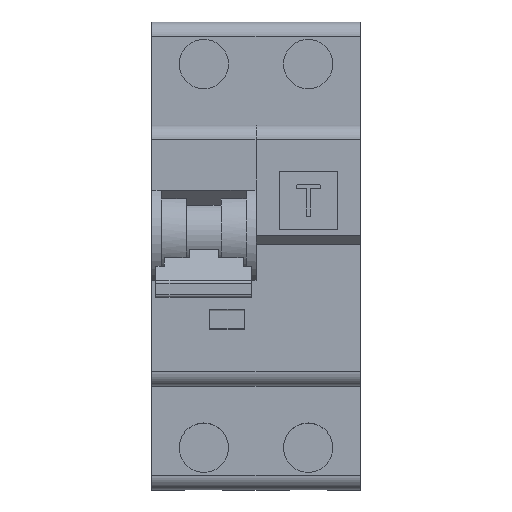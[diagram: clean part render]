
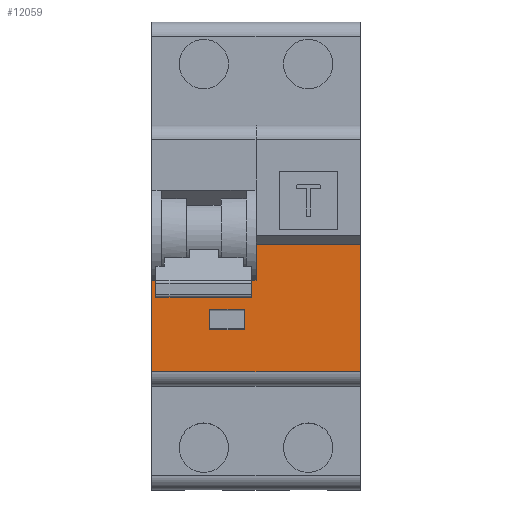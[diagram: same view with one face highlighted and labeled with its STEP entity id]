
A CAD part, top view. The second image highlights one B-rep face of the part: STEP entity #12059.
In plain terms, the highlighted planar face has unit normal (0, 0, 1).
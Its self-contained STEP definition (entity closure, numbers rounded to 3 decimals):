
#82 = CARTESIAN_POINT ( 'NONE',  ( 22.447, -7.435, 29.916 ) ) ;
#126 = DIRECTION ( 'NONE',  ( 1., 0., 0. ) ) ;
#350 = CARTESIAN_POINT ( 'NONE',  ( -3.553, -18.67, 29.916 ) ) ;
#568 = ORIENTED_EDGE ( 'NONE', *, *, #8243, .T. ) ;
#591 = EDGE_CURVE ( 'NONE', #11449, #1095, #11390, .T. ) ;
#594 = CARTESIAN_POINT ( 'NONE',  ( 2.747, -13.685, 29.916 ) ) ;
#651 = VERTEX_POINT ( 'NONE', #5749 ) ;
#733 = VECTOR ( 'NONE', #2175, 1000. ) ;
#996 = CARTESIAN_POINT ( 'NONE',  ( 4.447, -7.435, 29.916 ) ) ;
#1095 = VERTEX_POINT ( 'NONE', #350 ) ;
#1193 = LINE ( 'NONE', #6135, #10787 ) ;
#1201 = DIRECTION ( 'NONE',  ( 0., 0., -1. ) ) ;
#1245 = VECTOR ( 'NONE', #9047, 1000. ) ;
#1736 = CARTESIAN_POINT ( 'NONE',  ( -3.553, -18.67, 29.916 ) ) ;
#1831 = VECTOR ( 'NONE', #10653, 1000. ) ;
#1865 = ORIENTED_EDGE ( 'NONE', *, *, #6086, .T. ) ;
#2124 = AXIS2_PLACEMENT_3D ( 'NONE', #6745, #1201, #7684 ) ;
#2130 = LINE ( 'NONE', #5027, #1831 ) ;
#2175 = DIRECTION ( 'NONE',  ( 0., -1., 0. ) ) ;
#2256 = FACE_BOUND ( 'NONE', #8239, .T. ) ;
#2305 = CARTESIAN_POINT ( 'NONE',  ( 4.447, -7.435, 29.916 ) ) ;
#2715 = CARTESIAN_POINT ( 'NONE',  ( -13.553, -13.685, 29.916 ) ) ;
#3039 = VERTEX_POINT ( 'NONE', #11790 ) ;
#3060 = CARTESIAN_POINT ( 'NONE',  ( 2.447, -18.67, 29.916 ) ) ;
#3527 = LINE ( 'NONE', #9446, #10344 ) ;
#3569 = LINE ( 'NONE', #10662, #10703 ) ;
#3895 = DIRECTION ( 'NONE',  ( 1., 0., 0. ) ) ;
#4562 = VECTOR ( 'NONE', #126, 1000. ) ;
#4641 = CARTESIAN_POINT ( 'NONE',  ( -13.553, -29.435, 29.916 ) ) ;
#4740 = VERTEX_POINT ( 'NONE', #11943 ) ;
#4759 = VERTEX_POINT ( 'NONE', #2715 ) ;
#4826 = DIRECTION ( 'NONE',  ( -1., 0., 0. ) ) ;
#4950 = VECTOR ( 'NONE', #6951, 1000. ) ;
#4981 = EDGE_CURVE ( 'NONE', #3039, #11076, #8921, .T. ) ;
#5027 = CARTESIAN_POINT ( 'NONE',  ( 2.447, -18.935, 29.916 ) ) ;
#5124 = VERTEX_POINT ( 'NONE', #10655 ) ;
#5388 = CARTESIAN_POINT ( 'NONE',  ( -3.553, -22.199, 29.916 ) ) ;
#5667 = DIRECTION ( 'NONE',  ( -1., 0., 0. ) ) ;
#5702 = EDGE_CURVE ( 'NONE', #4759, #5937, #1193, .T. ) ;
#5705 = CARTESIAN_POINT ( 'NONE',  ( 4.447, -29.435, 29.916 ) ) ;
#5749 = CARTESIAN_POINT ( 'NONE',  ( 2.447, -22.199, 29.916 ) ) ;
#5937 = VERTEX_POINT ( 'NONE', #4641 ) ;
#6086 = EDGE_CURVE ( 'NONE', #5124, #11076, #3527, .T. ) ;
#6135 = CARTESIAN_POINT ( 'NONE',  ( -13.553, -31.935, 29.916 ) ) ;
#6152 = VERTEX_POINT ( 'NONE', #11423 ) ;
#6245 = CARTESIAN_POINT ( 'NONE',  ( -3.553, -18.935, 29.916 ) ) ;
#6745 = CARTESIAN_POINT ( 'NONE',  ( 4.447, -31.935, 29.916 ) ) ;
#6775 = CARTESIAN_POINT ( 'NONE',  ( 22.447, -7.435, 29.916 ) ) ;
#6864 = EDGE_CURVE ( 'NONE', #6152, #4740, #7511, .T. ) ;
#6951 = DIRECTION ( 'NONE',  ( 0., -1., 0. ) ) ;
#7511 = LINE ( 'NONE', #6775, #733 ) ;
#7549 = ORIENTED_EDGE ( 'NONE', *, *, #591, .F. ) ;
#7626 = ORIENTED_EDGE ( 'NONE', *, *, #10109, .F. ) ;
#7634 = PLANE ( 'NONE',  #2124 ) ;
#7684 = DIRECTION ( 'NONE',  ( 0., 1., 0. ) ) ;
#7703 = LINE ( 'NONE', #2305, #4950 ) ;
#7876 = DIRECTION ( 'NONE',  ( -1., 0., 0. ) ) ;
#8239 = EDGE_LOOP ( 'NONE', ( #9728, #7626, #7549, #9386 ) ) ;
#8243 = EDGE_CURVE ( 'NONE', #3039, #4759, #3569, .T. ) ;
#8321 = DIRECTION ( 'NONE',  ( 1., 0., 0. ) ) ;
#8344 = LINE ( 'NONE', #6245, #1245 ) ;
#8602 = VERTEX_POINT ( 'NONE', #996 ) ;
#8626 = EDGE_CURVE ( 'NONE', #5937, #4740, #11695, .T. ) ;
#8858 = EDGE_LOOP ( 'NONE', ( #9043, #11300, #9241, #9775, #9249, #1865, #10050, #568 ) ) ;
#8879 = EDGE_CURVE ( 'NONE', #8602, #5124, #7703, .T. ) ;
#8904 = LINE ( 'NONE', #82, #11396 ) ;
#8921 = LINE ( 'NONE', #10398, #11414 ) ;
#8963 = LINE ( 'NONE', #9260, #11148 ) ;
#9043 = ORIENTED_EDGE ( 'NONE', *, *, #5702, .T. ) ;
#9047 = DIRECTION ( 'NONE',  ( 0., -1., 0. ) ) ;
#9241 = ORIENTED_EDGE ( 'NONE', *, *, #6864, .F. ) ;
#9249 = ORIENTED_EDGE ( 'NONE', *, *, #8879, .T. ) ;
#9260 = CARTESIAN_POINT ( 'NONE',  ( -3.553, -22.199, 29.916 ) ) ;
#9386 = ORIENTED_EDGE ( 'NONE', *, *, #11559, .F. ) ;
#9446 = CARTESIAN_POINT ( 'NONE',  ( 4.447, -13.685, 29.916 ) ) ;
#9523 = VERTEX_POINT ( 'NONE', #5388 ) ;
#9648 = EDGE_CURVE ( 'NONE', #9523, #651, #8963, .T. ) ;
#9728 = ORIENTED_EDGE ( 'NONE', *, *, #9648, .F. ) ;
#9775 = ORIENTED_EDGE ( 'NONE', *, *, #11978, .T. ) ;
#10050 = ORIENTED_EDGE ( 'NONE', *, *, #4981, .F. ) ;
#10109 = EDGE_CURVE ( 'NONE', #1095, #9523, #8344, .T. ) ;
#10267 = DIRECTION ( 'NONE',  ( -1., 0., 0. ) ) ;
#10344 = VECTOR ( 'NONE', #4826, 1000. ) ;
#10398 = CARTESIAN_POINT ( 'NONE',  ( -11.853, -13.685, 29.916 ) ) ;
#10653 = DIRECTION ( 'NONE',  ( 0., 1., 0. ) ) ;
#10655 = CARTESIAN_POINT ( 'NONE',  ( 4.447, -13.685, 29.916 ) ) ;
#10662 = CARTESIAN_POINT ( 'NONE',  ( 4.447, -13.685, 29.916 ) ) ;
#10703 = VECTOR ( 'NONE', #7876, 1000. ) ;
#10787 = VECTOR ( 'NONE', #11724, 1000. ) ;
#11076 = VERTEX_POINT ( 'NONE', #594 ) ;
#11090 = VECTOR ( 'NONE', #10267, 1000. ) ;
#11148 = VECTOR ( 'NONE', #8321, 1000. ) ;
#11300 = ORIENTED_EDGE ( 'NONE', *, *, #8626, .T. ) ;
#11390 = LINE ( 'NONE', #1736, #11090 ) ;
#11396 = VECTOR ( 'NONE', #5667, 1000. ) ;
#11414 = VECTOR ( 'NONE', #3895, 1000. ) ;
#11423 = CARTESIAN_POINT ( 'NONE',  ( 22.447, -7.435, 29.916 ) ) ;
#11449 = VERTEX_POINT ( 'NONE', #3060 ) ;
#11559 = EDGE_CURVE ( 'NONE', #651, #11449, #2130, .T. ) ;
#11695 = LINE ( 'NONE', #5705, #4562 ) ;
#11724 = DIRECTION ( 'NONE',  ( 0., -1., 0. ) ) ;
#11790 = CARTESIAN_POINT ( 'NONE',  ( -11.853, -13.685, 29.916 ) ) ;
#11835 = FACE_OUTER_BOUND ( 'NONE', #8858, .T. ) ;
#11943 = CARTESIAN_POINT ( 'NONE',  ( 22.447, -29.435, 29.916 ) ) ;
#11978 = EDGE_CURVE ( 'NONE', #6152, #8602, #8904, .T. ) ;
#12059 = ADVANCED_FACE ( 'NONE', ( #2256, #11835 ), #7634, .F. ) ;
